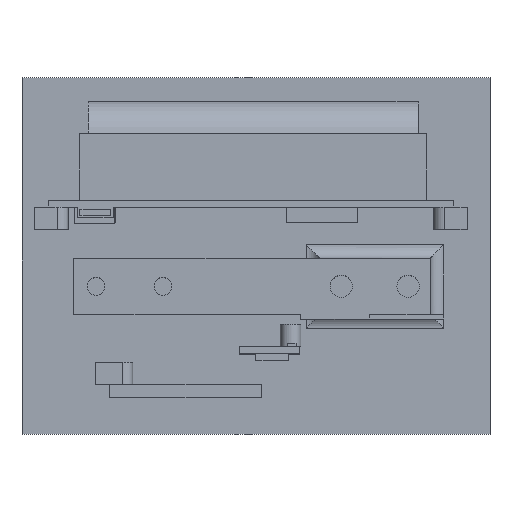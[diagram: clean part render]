
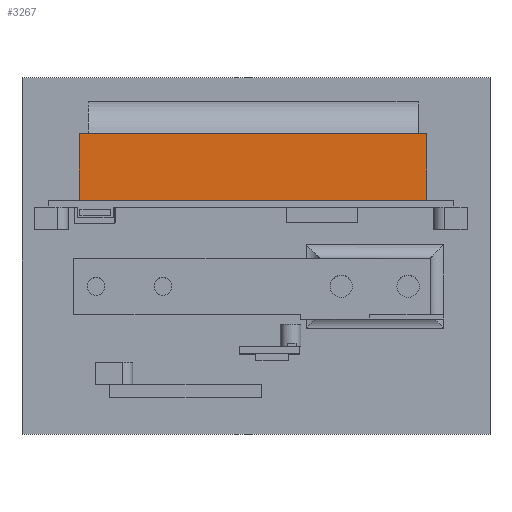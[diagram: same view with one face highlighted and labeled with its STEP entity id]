
A CAD part, top view. The second image highlights one B-rep face of the part: STEP entity #3267.
In plain terms, the highlighted face is planar.
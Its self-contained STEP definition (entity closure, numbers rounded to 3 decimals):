
#336=FACE_OUTER_BOUND('',#550,.T.);
#550=EDGE_LOOP('',(#2421,#2422,#2423,#2424));
#819=LINE('',#4946,#1170);
#820=LINE('',#4949,#1171);
#821=LINE('',#4951,#1172);
#822=LINE('',#4952,#1173);
#1170=VECTOR('',#4012,10.);
#1171=VECTOR('',#4015,10.);
#1172=VECTOR('',#4016,10.);
#1173=VECTOR('',#4017,10.);
#1515=VERTEX_POINT('',#4940);
#1517=VERTEX_POINT('',#4944);
#1518=VERTEX_POINT('',#4948);
#1519=VERTEX_POINT('',#4950);
#1857=EDGE_CURVE('',#1515,#1517,#819,.T.);
#1858=EDGE_CURVE('',#1515,#1518,#820,.T.);
#1859=EDGE_CURVE('',#1519,#1517,#821,.T.);
#1860=EDGE_CURVE('',#1518,#1519,#822,.T.);
#2421=ORIENTED_EDGE('',*,*,#1858,.F.);
#2422=ORIENTED_EDGE('',*,*,#1857,.T.);
#2423=ORIENTED_EDGE('',*,*,#1859,.F.);
#2424=ORIENTED_EDGE('',*,*,#1860,.F.);
#3122=PLANE('',#3549);
#3267=ADVANCED_FACE('',(#336),#3122,.T.);
#3549=AXIS2_PLACEMENT_3D('',#4947,#4013,#4014);
#4012=DIRECTION('',(0.,0.,-1.));
#4013=DIRECTION('center_axis',(0.,-1.,0.));
#4014=DIRECTION('ref_axis',(-1.,0.,0.));
#4015=DIRECTION('',(1.,0.,0.));
#4016=DIRECTION('',(-1.,0.,0.));
#4017=DIRECTION('',(0.,0.,-1.));
#4940=CARTESIAN_POINT('',(6.,-24.5,0.));
#4944=CARTESIAN_POINT('',(6.,-24.5,-15.));
#4946=CARTESIAN_POINT('',(6.,-24.5,0.));
#4947=CARTESIAN_POINT('Origin',(84.,-24.5,0.));
#4948=CARTESIAN_POINT('',(84.,-24.5,0.));
#4949=CARTESIAN_POINT('',(64.75,-24.5,0.));
#4950=CARTESIAN_POINT('',(84.,-24.5,-15.));
#4951=CARTESIAN_POINT('',(6.,-24.5,-15.));
#4952=CARTESIAN_POINT('',(84.,-24.5,0.));
